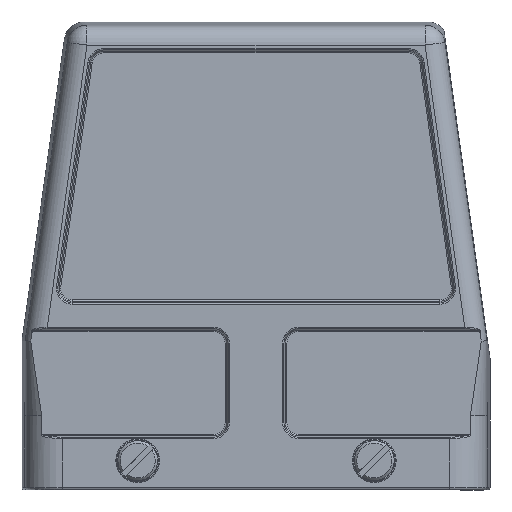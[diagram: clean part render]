
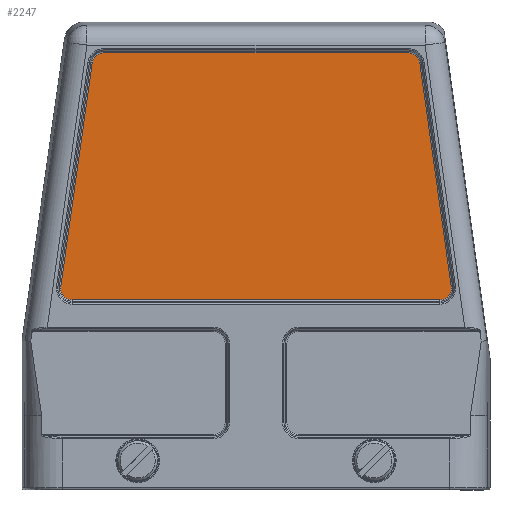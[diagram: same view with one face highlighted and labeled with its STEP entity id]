
A CAD part, front view. The second image highlights one B-rep face of the part: STEP entity #2247.
In plain terms, the highlighted planar face has unit normal (0, -1, 0).
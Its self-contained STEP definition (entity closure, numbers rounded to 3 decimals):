
#1537=FACE_OUTER_BOUND('',#4618,.T.);
#2247=ADVANCED_FACE('',(#1537),#2847,.T.);
#2847=PLANE('',#11352);
#3183=LINE('',#17127,#3847);
#3184=LINE('',#17131,#3848);
#3185=LINE('',#17135,#3849);
#3186=LINE('',#17139,#3850);
#3847=VECTOR('',#12638,1.);
#3848=VECTOR('',#12641,1.);
#3849=VECTOR('',#12644,1.);
#3850=VECTOR('',#12647,1.);
#4618=EDGE_LOOP('',(#5491,#5492,#5493,#5494,#5495,#5496,#5497,#5498));
#5491=ORIENTED_EDGE('',*,*,#9139,.T.);
#5492=ORIENTED_EDGE('',*,*,#9140,.T.);
#5493=ORIENTED_EDGE('',*,*,#9141,.T.);
#5494=ORIENTED_EDGE('',*,*,#9142,.T.);
#5495=ORIENTED_EDGE('',*,*,#9143,.T.);
#5496=ORIENTED_EDGE('',*,*,#9144,.T.);
#5497=ORIENTED_EDGE('',*,*,#9145,.T.);
#5498=ORIENTED_EDGE('',*,*,#9146,.T.);
#8251=VERTEX_POINT('',#17125);
#8252=VERTEX_POINT('',#17126);
#8253=VERTEX_POINT('',#17128);
#8254=VERTEX_POINT('',#17130);
#8255=VERTEX_POINT('',#17132);
#8256=VERTEX_POINT('',#17134);
#8257=VERTEX_POINT('',#17136);
#8258=VERTEX_POINT('',#17138);
#9139=EDGE_CURVE('',#8251,#8252,#10357,.T.);
#9140=EDGE_CURVE('',#8252,#8253,#3183,.T.);
#9141=EDGE_CURVE('',#8253,#8254,#10358,.T.);
#9142=EDGE_CURVE('',#8254,#8255,#3184,.T.);
#9143=EDGE_CURVE('',#8255,#8256,#10359,.T.);
#9144=EDGE_CURVE('',#8256,#8257,#3185,.T.);
#9145=EDGE_CURVE('',#8257,#8258,#10360,.T.);
#9146=EDGE_CURVE('',#8258,#8251,#3186,.T.);
#10357=CIRCLE('',#11348,2.29);
#10358=CIRCLE('',#11349,2.29);
#10359=CIRCLE('',#11350,2.29);
#10360=CIRCLE('',#11351,2.29);
#11348=AXIS2_PLACEMENT_3D('',#17124,#12636,#12637);
#11349=AXIS2_PLACEMENT_3D('',#17129,#12639,#12640);
#11350=AXIS2_PLACEMENT_3D('',#17133,#12642,#12643);
#11351=AXIS2_PLACEMENT_3D('',#17137,#12645,#12646);
#11352=AXIS2_PLACEMENT_3D('',#17140,#12648,#12649);
#12636=DIRECTION('',(0.,-1.,0.));
#12637=DIRECTION('',(0.,0.,1.));
#12638=DIRECTION('',(-1.,0.,0.));
#12639=DIRECTION('',(0.,-1.,0.));
#12640=DIRECTION('',(0.,0.,1.));
#12641=DIRECTION('',(-0.139,0.,-0.99));
#12642=DIRECTION('',(0.,-1.,0.));
#12643=DIRECTION('',(0.,0.,1.));
#12644=DIRECTION('',(1.,0.,0.));
#12645=DIRECTION('',(0.,-1.,0.));
#12646=DIRECTION('',(0.,0.,1.));
#12647=DIRECTION('',(-0.139,0.,0.99));
#12648=DIRECTION('',(0.,-1.,0.));
#12649=DIRECTION('',(0.,0.,1.));
#17124=CARTESIAN_POINT('',(30.616,-40.,76.35));
#17125=CARTESIAN_POINT('',(32.884,-40.,76.669));
#17126=CARTESIAN_POINT('',(30.616,-40.,78.64));
#17127=CARTESIAN_POINT('',(30.616,-40.,78.64));
#17128=CARTESIAN_POINT('',(-30.616,-40.,78.64));
#17129=CARTESIAN_POINT('',(-30.616,-40.,76.35));
#17130=CARTESIAN_POINT('',(-32.884,-40.,76.669));
#17131=CARTESIAN_POINT('',(-32.884,-40.,76.669));
#17132=CARTESIAN_POINT('',(-39.208,-40.,31.669));
#17133=CARTESIAN_POINT('',(-36.941,-40.,31.35));
#17134=CARTESIAN_POINT('',(-36.941,-40.,29.06));
#17135=CARTESIAN_POINT('',(-36.941,-40.,29.06));
#17136=CARTESIAN_POINT('',(36.941,-40.,29.06));
#17137=CARTESIAN_POINT('',(36.941,-40.,31.35));
#17138=CARTESIAN_POINT('',(39.208,-40.,31.669));
#17139=CARTESIAN_POINT('',(39.208,-40.,31.669));
#17140=CARTESIAN_POINT('',(-30.616,-40.,76.35));
